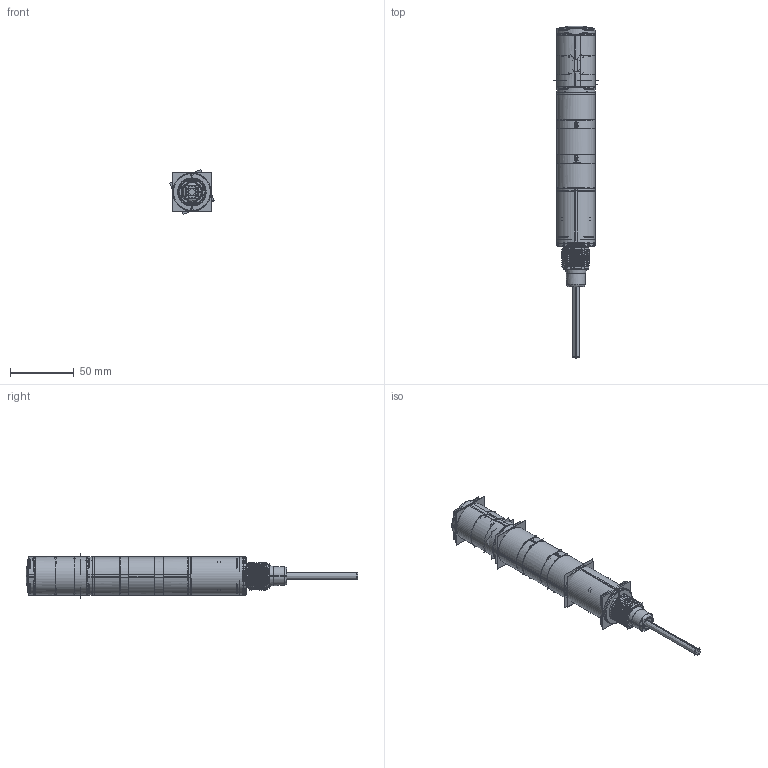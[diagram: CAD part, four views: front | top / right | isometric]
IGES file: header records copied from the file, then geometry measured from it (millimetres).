
Start section:  PTC IGES file: 204597.igs
Global section: file name: 204597.igs; native system: Creo Parametric by PTC Inc.; preprocessor: 2016260; author: pdmadmin; organization: Unknown; date: 20180807.134500; units: millimetre
Bounding box: 34.96 x 260.13 x 35 mm (x, y, z)
Volume: 62925.4 mm3; surface area: 306281.4 mm2
Topology: 15 solids, 15 shells, 3866 faces, 18594 edges, 22967 vertices
Faces by surface type: bspline 2172, revolution 1694
